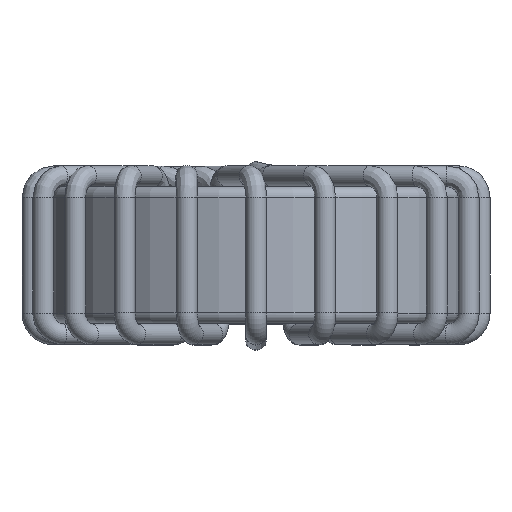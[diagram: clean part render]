
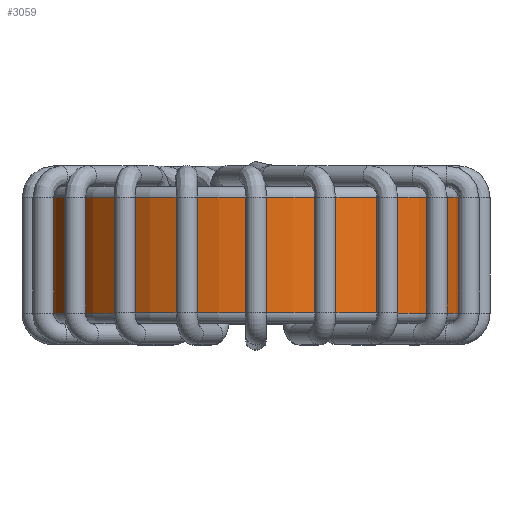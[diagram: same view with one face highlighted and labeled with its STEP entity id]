
A CAD part, top view. The second image highlights one B-rep face of the part: STEP entity #3059.
In plain terms, the highlighted cylindrical face has radius 10.2 mm (diameter 20.4 mm), a full revolution.
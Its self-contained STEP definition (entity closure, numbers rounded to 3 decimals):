
#439=ORIENTED_EDGE('',*,*,#615,.T.);
#440=ORIENTED_EDGE('',*,*,#616,.T.);
#615=EDGE_CURVE('',#783,#783,#951,.T.);
#616=EDGE_CURVE('',#784,#784,#952,.T.);
#783=VERTEX_POINT('',#8557);
#784=VERTEX_POINT('',#8559);
#951=CIRCLE('',#3360,10.2);
#952=CIRCLE('',#3361,10.2);
#1279=EDGE_LOOP('',(#439));
#1280=EDGE_LOOP('',(#440));
#1615=FACE_BOUND('',#1279,.T.);
#1616=FACE_BOUND('',#1280,.T.);
#1710=CYLINDRICAL_SURFACE('',#3359,10.2);
#3059=ADVANCED_FACE('',(#1615,#1616),#1710,.T.);
#3359=AXIS2_PLACEMENT_3D('',#8555,#3940,#3941);
#3360=AXIS2_PLACEMENT_3D('',#8556,#3942,#3943);
#3361=AXIS2_PLACEMENT_3D('',#8558,#3944,#3945);
#3940=DIRECTION('',(0.,-1.,0.));
#3941=DIRECTION('',(0.,0.,-1.));
#3942=DIRECTION('',(0.,1.,0.));
#3943=DIRECTION('',(0.,0.,1.));
#3944=DIRECTION('',(0.,-1.,0.));
#3945=DIRECTION('',(0.,0.,-1.));
#8555=CARTESIAN_POINT('',(0.,0.,0.));
#8556=CARTESIAN_POINT('',(0.,-2.775,0.));
#8557=CARTESIAN_POINT('',(0.,-2.775,10.2));
#8558=CARTESIAN_POINT('',(0.,2.775,0.));
#8559=CARTESIAN_POINT('',(0.,2.775,-10.2));
